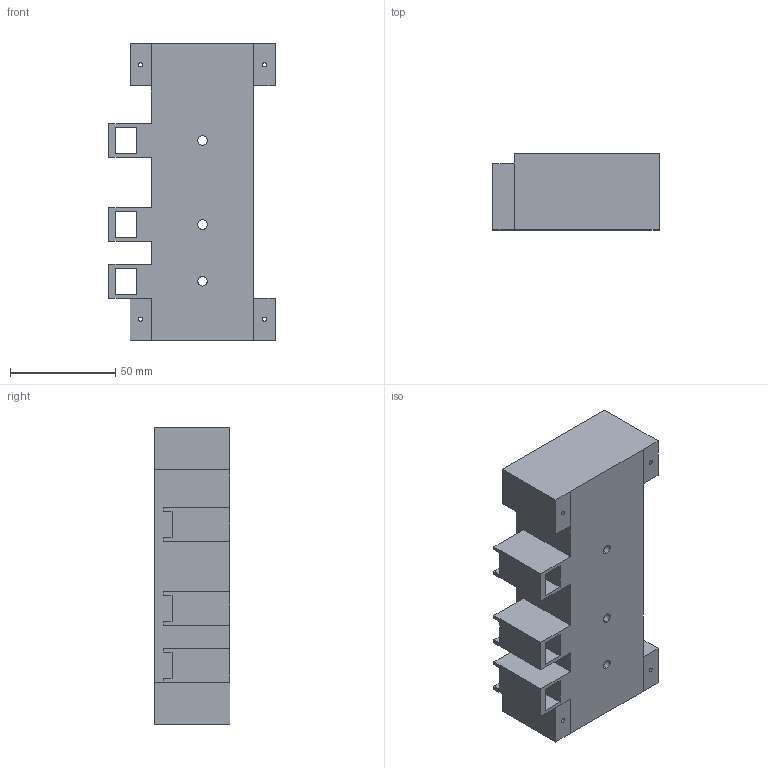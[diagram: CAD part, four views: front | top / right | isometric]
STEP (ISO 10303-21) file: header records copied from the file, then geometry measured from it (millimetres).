
FILE_DESCRIPTION (( 'STEP AP214' ), '1' );
FILE_NAME ('partbasse.STEP', '2023-04-19T12:03:14', ( '' ), ( '' ), 'SwSTEP 2.0', 'SolidWorks 2022', '' );
FILE_SCHEMA (( 'AUTOMOTIVE_DESIGN' ));
Length unit declared in the file: millimetre
Products named in the file (1): partbasse
Bounding box: 79 x 36 x 141 mm (x, y, z)
Volume: 172224 mm3; surface area: 59926.5 mm2
Topology: 1 solids, 1 shells, 95 faces, 262 edges, 173 vertices
Faces by surface type: plane 63, cylinder 32
Entity records: 3110 total; most frequent: CARTESIAN_POINT 543, ORIENTED_EDGE 524, DIRECTION 514, EDGE_CURVE 262, VECTOR 194, LINE 194, VERTEX_POINT 173, AXIS2_PLACEMENT_3D 160
